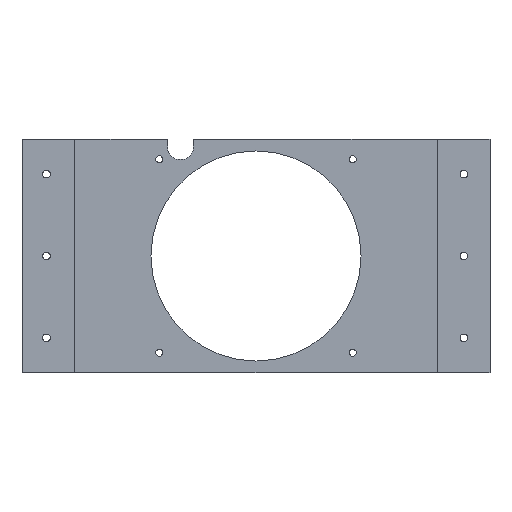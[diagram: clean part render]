
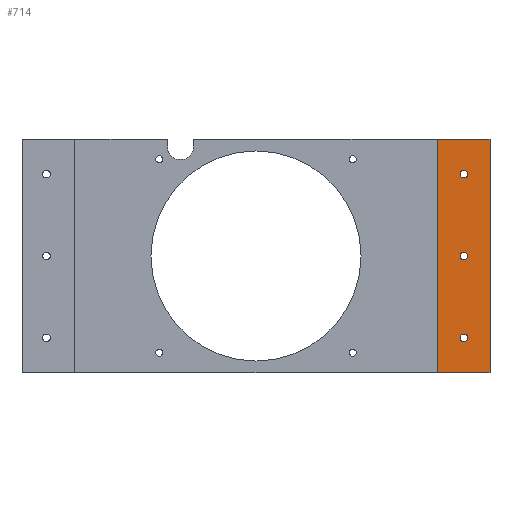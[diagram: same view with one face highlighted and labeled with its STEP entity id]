
A CAD part, top view. The second image highlights one B-rep face of the part: STEP entity #714.
In plain terms, the highlighted planar face has unit normal (0, 0, 1).
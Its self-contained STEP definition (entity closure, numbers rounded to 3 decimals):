
#20 = ORIENTED_EDGE ( 'NONE', *, *, #1344, .F. ) ;
#22 = DIRECTION ( 'NONE',  ( 1., 0., 0. ) ) ;
#25 = DIRECTION ( 'NONE',  ( 1., 0., 0. ) ) ;
#27 = VECTOR ( 'NONE', #908, 1000. ) ;
#29 = EDGE_CURVE ( 'NONE', #378, #777, #682, .T. ) ;
#33 = CARTESIAN_POINT ( 'NONE',  ( 112.812, 0., -2.032 ) ) ;
#36 = CARTESIAN_POINT ( 'NONE',  ( 112.812, 88.9, -2.032 ) ) ;
#53 = ORIENTED_EDGE ( 'NONE', *, *, #1175, .F. ) ;
#58 = AXIS2_PLACEMENT_3D ( 'NONE', #33, #155, #655 ) ;
#75 = DIRECTION ( 'NONE',  ( 0., 0., 1. ) ) ;
#77 = VERTEX_POINT ( 'NONE', #890 ) ;
#83 = FACE_OUTER_BOUND ( 'NONE', #443, .T. ) ;
#111 = DIRECTION ( 'NONE',  ( 1., 0., 0. ) ) ;
#124 = AXIS2_PLACEMENT_3D ( 'NONE', #1169, #126, #25 ) ;
#126 = DIRECTION ( 'NONE',  ( 0., 0., 1. ) ) ;
#134 = ORIENTED_EDGE ( 'NONE', *, *, #29, .T. ) ;
#155 = DIRECTION ( 'NONE',  ( 0., 0., 1. ) ) ;
#186 = ORIENTED_EDGE ( 'NONE', *, *, #862, .F. ) ;
#224 = CARTESIAN_POINT ( 'NONE',  ( 112.712, 26.67, -2.032 ) ) ;
#225 = CARTESIAN_POINT ( 'NONE',  ( 112.812, 0., -2.032 ) ) ;
#237 = VERTEX_POINT ( 'NONE', #393 ) ;
#259 = DIRECTION ( 'NONE',  ( 1., 0., 0. ) ) ;
#264 = EDGE_LOOP ( 'NONE', ( #724, #1045 ) ) ;
#295 = CARTESIAN_POINT ( 'NONE',  ( 127., 107.823, -2.032 ) ) ;
#305 = AXIS2_PLACEMENT_3D ( 'NONE', #594, #75, #1321 ) ;
#306 = CIRCLE ( 'NONE', #1059, 2.083 ) ;
#317 = CARTESIAN_POINT ( 'NONE',  ( 127., -18.923, -2.032 ) ) ;
#329 = CARTESIAN_POINT ( 'NONE',  ( 110.729, 88.9, -2.032 ) ) ;
#346 = LINE ( 'NONE', #520, #1100 ) ;
#375 = EDGE_CURVE ( 'NONE', #77, #552, #1077, .T. ) ;
#378 = VERTEX_POINT ( 'NONE', #434 ) ;
#393 = CARTESIAN_POINT ( 'NONE',  ( 114.895, 44.45, -2.032 ) ) ;
#394 = CARTESIAN_POINT ( 'NONE',  ( 127., 26.67, -2.032 ) ) ;
#404 = VERTEX_POINT ( 'NONE', #329 ) ;
#434 = CARTESIAN_POINT ( 'NONE',  ( 98.425, 107.823, -2.032 ) ) ;
#443 = EDGE_LOOP ( 'NONE', ( #134, #53, #888, #568 ) ) ;
#490 = LINE ( 'NONE', #1325, #27 ) ;
#492 = ORIENTED_EDGE ( 'NONE', *, *, #965, .F. ) ;
#493 = FACE_BOUND ( 'NONE', #600, .T. ) ;
#495 = ORIENTED_EDGE ( 'NONE', *, *, #375, .F. ) ;
#506 = CIRCLE ( 'NONE', #1051, 2.083 ) ;
#520 = CARTESIAN_POINT ( 'NONE',  ( 0., 107.823, -2.032 ) ) ;
#534 = DIRECTION ( 'NONE',  ( 0., 0., 1. ) ) ;
#552 = VERTEX_POINT ( 'NONE', #675 ) ;
#568 = ORIENTED_EDGE ( 'NONE', *, *, #1251, .T. ) ;
#594 = CARTESIAN_POINT ( 'NONE',  ( 112.812, 44.45, -2.032 ) ) ;
#600 = EDGE_LOOP ( 'NONE', ( #186, #20 ) ) ;
#613 = VERTEX_POINT ( 'NONE', #295 ) ;
#655 = DIRECTION ( 'NONE',  ( 1., 0., 0. ) ) ;
#675 = CARTESIAN_POINT ( 'NONE',  ( 114.895, 0., -2.032 ) ) ;
#681 = EDGE_CURVE ( 'NONE', #237, #1326, #825, .T. ) ;
#682 = LINE ( 'NONE', #1291, #1218 ) ;
#690 = DIRECTION ( 'NONE',  ( 0., -1., 0. ) ) ;
#714 = ADVANCED_FACE ( 'NONE', ( #1337, #818, #83, #493 ), #1229, .T. ) ;
#724 = ORIENTED_EDGE ( 'NONE', *, *, #681, .F. ) ;
#729 = DIRECTION ( 'NONE',  ( 0., -1., 0. ) ) ;
#730 = VERTEX_POINT ( 'NONE', #317 ) ;
#777 = VERTEX_POINT ( 'NONE', #1147 ) ;
#818 = FACE_BOUND ( 'NONE', #1139, .T. ) ;
#825 = CIRCLE ( 'NONE', #305, 2.083 ) ;
#834 = VECTOR ( 'NONE', #729, 1000. ) ;
#843 = VERTEX_POINT ( 'NONE', #954 ) ;
#859 = AXIS2_PLACEMENT_3D ( 'NONE', #225, #1158, #22 ) ;
#862 = EDGE_CURVE ( 'NONE', #843, #404, #1298, .T. ) ;
#888 = ORIENTED_EDGE ( 'NONE', *, *, #1068, .F. ) ;
#890 = CARTESIAN_POINT ( 'NONE',  ( 110.729, 0., -2.032 ) ) ;
#908 = DIRECTION ( 'NONE',  ( -1., 0., 0. ) ) ;
#941 = EDGE_CURVE ( 'NONE', #1326, #237, #306, .T. ) ;
#954 = CARTESIAN_POINT ( 'NONE',  ( 114.895, 88.9, -2.032 ) ) ;
#965 = EDGE_CURVE ( 'NONE', #552, #77, #1160, .T. ) ;
#1026 = LINE ( 'NONE', #394, #834 ) ;
#1045 = ORIENTED_EDGE ( 'NONE', *, *, #941, .F. ) ;
#1051 = AXIS2_PLACEMENT_3D ( 'NONE', #36, #1082, #1076 ) ;
#1059 = AXIS2_PLACEMENT_3D ( 'NONE', #1288, #1184, #259 ) ;
#1068 = EDGE_CURVE ( 'NONE', #613, #730, #1026, .T. ) ;
#1070 = DIRECTION ( 'NONE',  ( -1., 0., 0. ) ) ;
#1076 = DIRECTION ( 'NONE',  ( 1., 0., 0. ) ) ;
#1077 = CIRCLE ( 'NONE', #859, 2.083 ) ;
#1082 = DIRECTION ( 'NONE',  ( 0., 0., 1. ) ) ;
#1100 = VECTOR ( 'NONE', #1070, 1000. ) ;
#1109 = AXIS2_PLACEMENT_3D ( 'NONE', #224, #534, #111 ) ;
#1139 = EDGE_LOOP ( 'NONE', ( #492, #495 ) ) ;
#1147 = CARTESIAN_POINT ( 'NONE',  ( 98.425, -18.923, -2.032 ) ) ;
#1158 = DIRECTION ( 'NONE',  ( 0., 0., 1. ) ) ;
#1160 = CIRCLE ( 'NONE', #58, 2.083 ) ;
#1169 = CARTESIAN_POINT ( 'NONE',  ( 112.812, 88.9, -2.032 ) ) ;
#1175 = EDGE_CURVE ( 'NONE', #730, #777, #490, .T. ) ;
#1184 = DIRECTION ( 'NONE',  ( 0., 0., 1. ) ) ;
#1218 = VECTOR ( 'NONE', #690, 1000. ) ;
#1229 = PLANE ( 'NONE',  #1109 ) ;
#1251 = EDGE_CURVE ( 'NONE', #613, #378, #346, .T. ) ;
#1258 = CARTESIAN_POINT ( 'NONE',  ( 110.729, 44.45, -2.032 ) ) ;
#1288 = CARTESIAN_POINT ( 'NONE',  ( 112.812, 44.45, -2.032 ) ) ;
#1291 = CARTESIAN_POINT ( 'NONE',  ( 98.425, 26.67, -2.032 ) ) ;
#1298 = CIRCLE ( 'NONE', #124, 2.083 ) ;
#1321 = DIRECTION ( 'NONE',  ( 1., 0., 0. ) ) ;
#1325 = CARTESIAN_POINT ( 'NONE',  ( 112.712, -18.923, -2.032 ) ) ;
#1326 = VERTEX_POINT ( 'NONE', #1258 ) ;
#1337 = FACE_BOUND ( 'NONE', #264, .T. ) ;
#1344 = EDGE_CURVE ( 'NONE', #404, #843, #506, .T. ) ;
